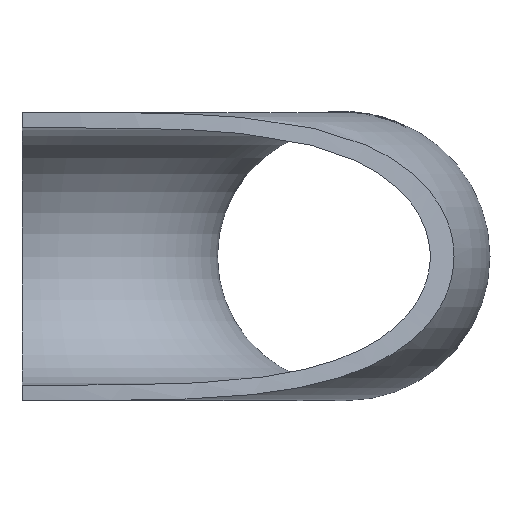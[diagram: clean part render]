
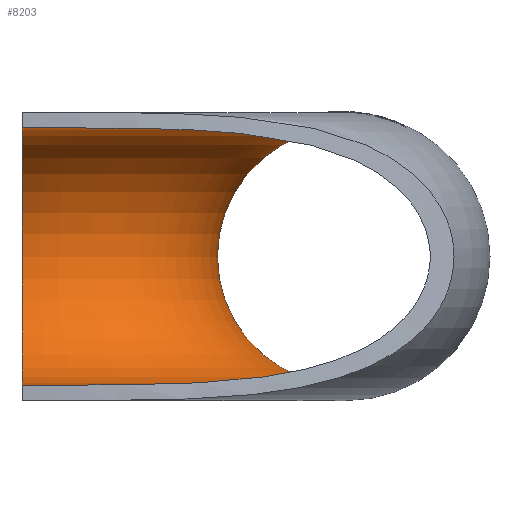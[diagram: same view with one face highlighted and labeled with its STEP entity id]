
A CAD part, front view. The second image highlights one B-rep face of the part: STEP entity #8203.
In plain terms, the highlighted toroidal (fillet/blend) face has major radius 31.5 mm and minor radius 12.5 mm.
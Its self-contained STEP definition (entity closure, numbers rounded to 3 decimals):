
#18 = CARTESIAN_POINT ( 'NONE',  ( 33.109, 8.699, 8.982 ) ) ;
#57 = CARTESIAN_POINT ( 'NONE',  ( 34.306, 9.34, -8.315 ) ) ;
#90 = CARTESIAN_POINT ( 'NONE',  ( 39.237, 12.218, -2.65 ) ) ;
#93 = DIRECTION ( 'NONE',  ( -1., 0., 0. ) ) ;
#211 = EDGE_CURVE ( 'NONE', #3364, #998, #9374, .T. ) ;
#407 = AXIS2_PLACEMENT_3D ( 'NONE', #3965, #4281, #1973 ) ;
#564 = CARTESIAN_POINT ( 'NONE',  ( 30.219, 7.242, 10.202 ) ) ;
#590 = EDGE_CURVE ( 'NONE', #998, #3364, #5846, .T. ) ;
#594 = CARTESIAN_POINT ( 'NONE',  ( 10.809, 0.92, 12.467 ) ) ;
#754 = CARTESIAN_POINT ( 'NONE',  ( 38.022, 11.473, -4.978 ) ) ;
#998 = VERTEX_POINT ( 'NONE', #4648 ) ;
#1286 = AXIS2_PLACEMENT_3D ( 'NONE', #7711, #9254, #93 ) ;
#1505 = CARTESIAN_POINT ( 'NONE',  ( 38.957, 12.045, 3.375 ) ) ;
#1569 = CARTESIAN_POINT ( 'NONE',  ( 35.052, 9.747, 7.856 ) ) ;
#1608 = CARTESIAN_POINT ( 'NONE',  ( 29.39, 6.849, -10.467 ) ) ;
#1973 = DIRECTION ( 'NONE',  ( -1., 0., 0. ) ) ;
#2055 = FACE_OUTER_BOUND ( 'NONE', #4177, .T. ) ;
#2145 = CARTESIAN_POINT ( 'NONE',  ( 24.027, 4.575, 11.638 ) ) ;
#2276 = CARTESIAN_POINT ( 'NONE',  ( 37.117, 10.933, 6.071 ) ) ;
#2304 = CARTESIAN_POINT ( 'NONE',  ( 33.92, 9.131, -8.543 ) ) ;
#2329 = ORIENTED_EDGE ( 'NONE', *, *, #6166, .T. ) ;
#2340 = CARTESIAN_POINT ( 'NONE',  ( 38.976, 12.057, -3.333 ) ) ;
#2370 = CARTESIAN_POINT ( 'NONE',  ( 37.154, 10.953, -6.078 ) ) ;
#2514 = CARTESIAN_POINT ( 'NONE',  ( 9.85, 0.741, -12.483 ) ) ;
#2605 = CARTESIAN_POINT ( 'NONE',  ( 19., 31.5, 0. ) ) ;
#2691 = CARTESIAN_POINT ( 'NONE',  ( 0., 0., 12.5 ) ) ;
#2737 = AXIS2_PLACEMENT_3D ( 'NONE', #3714, #6711, #7568 ) ;
#3022 = CARTESIAN_POINT ( 'NONE',  ( 39.632, 12.466, -0.96 ) ) ;
#3144 = CARTESIAN_POINT ( 'NONE',  ( 35.432, 9.963, -7.557 ) ) ;
#3312 = CARTESIAN_POINT ( 'NONE',  ( 13.709, 1.461, -12.419 ) ) ;
#3364 = VERTEX_POINT ( 'NONE', #2691 ) ;
#3631 = CARTESIAN_POINT ( 'NONE',  ( 1.978, 0.004, 12.5 ) ) ;
#3636 = CARTESIAN_POINT ( 'NONE',  ( 32.704, 8.488, 9.182 ) ) ;
#3664 = CARTESIAN_POINT ( 'NONE',  ( 3.949, 0.098, 12.501 ) ) ;
#3714 = CARTESIAN_POINT ( 'NONE',  ( 0., 0., 0. ) ) ;
#3723 = CARTESIAN_POINT ( 'NONE',  ( 26.742, 5.669, 11.148 ) ) ;
#3864 = CARTESIAN_POINT ( 'NONE',  ( 24.936, 4.928, -11.495 ) ) ;
#3878 = EDGE_LOOP ( 'NONE', ( #2329 ) ) ;
#3893 = CARTESIAN_POINT ( 'NONE',  ( 39.597, 12.444, -1.209 ) ) ;
#3925 = CARTESIAN_POINT ( 'NONE',  ( 24.018, 4.572, -11.64 ) ) ;
#3965 = CARTESIAN_POINT ( 'NONE',  ( 0., 31.5, 0. ) ) ;
#4039 = CARTESIAN_POINT ( 'NONE',  ( 0., 0., -12.5 ) ) ;
#4107 = CARTESIAN_POINT ( 'NONE',  ( 15.616, 1.908, -12.365 ) ) ;
#4177 = EDGE_LOOP ( 'NONE', ( #8966, #5607 ) ) ;
#4281 = DIRECTION ( 'NONE',  ( 0., 0., -1. ) ) ;
#4439 = CARTESIAN_POINT ( 'NONE',  ( 21.269, 3.564, 12.003 ) ) ;
#4612 = CARTESIAN_POINT ( 'NONE',  ( 39.315, 12.267, -2.415 ) ) ;
#4648 = CARTESIAN_POINT ( 'NONE',  ( 0., 0., -12.5 ) ) ;
#4650 = CARTESIAN_POINT ( 'NONE',  ( 27.635, 6.055, -10.946 ) ) ;
#4827 = CARTESIAN_POINT ( 'NONE',  ( 1.977, 0.004, -12.5 ) ) ;
#4921 = VERTEX_POINT ( 'NONE', #2605 ) ;
#5172 = CARTESIAN_POINT ( 'NONE',  ( 27.627, 6.051, 10.947 ) ) ;
#5203 = CARTESIAN_POINT ( 'NONE',  ( 29.365, 6.838, 10.474 ) ) ;
#5208 = FACE_OUTER_BOUND ( 'NONE', #3878, .T. ) ;
#5266 = CARTESIAN_POINT ( 'NONE',  ( 7.875, 0.488, 12.491 ) ) ;
#5354 = CARTESIAN_POINT ( 'NONE',  ( 39.687, 12.501, -0.215 ) ) ;
#5385 = CARTESIAN_POINT ( 'NONE',  ( 38.742, 11.912, 3.813 ) ) ;
#5417 = CARTESIAN_POINT ( 'NONE',  ( 39.635, 12.468, 1.023 ) ) ;
#5454 = CARTESIAN_POINT ( 'NONE',  ( 39.307, 12.262, 2.471 ) ) ;
#5607 = ORIENTED_EDGE ( 'NONE', *, *, #211, .F. ) ;
#5846 = CIRCLE ( 'NONE', #2737, 12.5 ) ;
#6118 = CARTESIAN_POINT ( 'NONE',  ( 36.499, 10.569, -6.711 ) ) ;
#6148 = CARTESIAN_POINT ( 'NONE',  ( 34.296, 9.33, 8.341 ) ) ;
#6166 = EDGE_CURVE ( 'NONE', #4921, #4921, #9260, .T. ) ;
#6184 = CARTESIAN_POINT ( 'NONE',  ( 39.684, 12.499, 0.527 ) ) ;
#6217 = CARTESIAN_POINT ( 'NONE',  ( 37.997, 11.458, 5.012 ) ) ;
#6354 = CARTESIAN_POINT ( 'NONE',  ( 7.899, 0.468, -12.493 ) ) ;
#6711 = DIRECTION ( 'NONE',  ( 1., 0., 0. ) ) ;
#6721 = CARTESIAN_POINT ( 'NONE',  ( 19.405, 2.961, 12.156 ) ) ;
#6844 = CARTESIAN_POINT ( 'NONE',  ( 39.445, 12.349, 2.001 ) ) ;
#6879 = CARTESIAN_POINT ( 'NONE',  ( 38.768, 11.928, -3.764 ) ) ;
#6910 = CARTESIAN_POINT ( 'NONE',  ( 39.449, 12.351, -1.939 ) ) ;
#7480 = CARTESIAN_POINT ( 'NONE',  ( 24.942, 4.931, 11.494 ) ) ;
#7531 = TOROIDAL_SURFACE ( 'NONE', #407, 31.5, 12.5 ) ;
#7568 = DIRECTION ( 'NONE',  ( 0., 0., -1. ) ) ;
#7644 = CARTESIAN_POINT ( 'NONE',  ( 31.928, 8.085, -9.548 ) ) ;
#7676 = CARTESIAN_POINT ( 'NONE',  ( 35.061, 9.755, -7.823 ) ) ;
#7705 = CARTESIAN_POINT ( 'NONE',  ( 31.473, 7.86, 9.723 ) ) ;
#7708 = CARTESIAN_POINT ( 'NONE',  ( 30.253, 7.258, -10.19 ) ) ;
#7711 = CARTESIAN_POINT ( 'NONE',  ( 31.5, 31.5, 0. ) ) ;
#8203 = ADVANCED_FACE ( 'NONE', ( #5208, #2055 ), #7531, .F. ) ;
#8310 = CARTESIAN_POINT ( 'NONE',  ( 0., 0., 12.5 ) ) ;
#8339 = CARTESIAN_POINT ( 'NONE',  ( 39.506, 12.387, -1.698 ) ) ;
#8370 = CARTESIAN_POINT ( 'NONE',  ( 36.12, 10.353, 7.013 ) ) ;
#8412 = CARTESIAN_POINT ( 'NONE',  ( 26.743, 5.67, -11.148 ) ) ;
#8660 = CARTESIAN_POINT ( 'NONE',  ( 19.389, 2.956, -12.158 ) ) ;
#8966 = ORIENTED_EDGE ( 'NONE', *, *, #590, .F. ) ;
#8969 = CARTESIAN_POINT ( 'NONE',  ( 15.628, 1.911, 12.365 ) ) ;
#9117 = CARTESIAN_POINT ( 'NONE',  ( 31.886, 8.068, 9.552 ) ) ;
#9121 = CARTESIAN_POINT ( 'NONE',  ( 37.425, 11.115, 5.733 ) ) ;
#9147 = CARTESIAN_POINT ( 'NONE',  ( 39.677, 12.494, -0.463 ) ) ;
#9177 = CARTESIAN_POINT ( 'NONE',  ( 21.254, 3.559, -12.005 ) ) ;
#9212 = CARTESIAN_POINT ( 'NONE',  ( 36.465, 10.553, 6.711 ) ) ;
#9250 = CARTESIAN_POINT ( 'NONE',  ( 38.263, 11.619, 4.631 ) ) ;
#9254 = DIRECTION ( 'NONE',  ( 0., 1., 0. ) ) ;
#9260 = CIRCLE ( 'NONE', #1286, 12.5 ) ;
#9374 = B_SPLINE_CURVE_WITH_KNOTS ( 'NONE', 3,
 ( #8310, #3631, #3664, #9760, #5266, #9695, #594, #9724, #8969, #6721, #4439, #2145, #7480, #3723, #5172, #5203, #564, #7705, #9117, #3636, #18, #6148, #1569, #8370, #9212, #2276, #9121, #6217, #9250, #5385, #1505, #5454, #6844, #5417, #6184, #5354, #9147, #3022, #3893, #8339, #6910, #4612, #90, #2340, #6879, #9926, #754, #2370, #6118, #3144, #7676, #57, #2304, #9892, #7644, #7708, #1608, #4650, #8412, #3864, #3925, #9177, #8660, #4107, #3312, #2514, #6354, #9428, #4827, #4039 ),
 .UNSPECIFIED., .F., .F.,
 ( 4, 2, 2, 2, 2, 2, 2, 2, 2, 2, 2, 2, 2, 2, 2, 2, 2, 2, 2, 2, 2, 2, 2, 2, 2, 2, 2, 2, 2, 2, 2, 2, 2, 2, 4 ),
 ( 0.01, 0.016, 0.019, 0.021, 0.027, 0.033, 0.036, 0.039, 0.042, 0.044, 0.045, 0.048, 0.05, 0.051, 0.053, 0.054, 0.056, 0.057, 0.058, 0.059, 0.059, 0.06, 0.062, 0.063, 0.066, 0.067, 0.069, 0.072, 0.075, 0.078, 0.081, 0.087, 0.093, 0.099, 0.105 ),
 .UNSPECIFIED. ) ;
#9428 = CARTESIAN_POINT ( 'NONE',  ( 3.953, 0.098, -12.501 ) ) ;
#9695 = CARTESIAN_POINT ( 'NONE',  ( 9.832, 0.761, 12.478 ) ) ;
#9724 = CARTESIAN_POINT ( 'NONE',  ( 13.716, 1.463, 12.419 ) ) ;
#9760 = CARTESIAN_POINT ( 'NONE',  ( 6.895, 0.374, 12.495 ) ) ;
#9892 = CARTESIAN_POINT ( 'NONE',  ( 32.742, 8.504, -9.182 ) ) ;
#9926 = CARTESIAN_POINT ( 'NONE',  ( 38.292, 11.637, -4.585 ) ) ;
